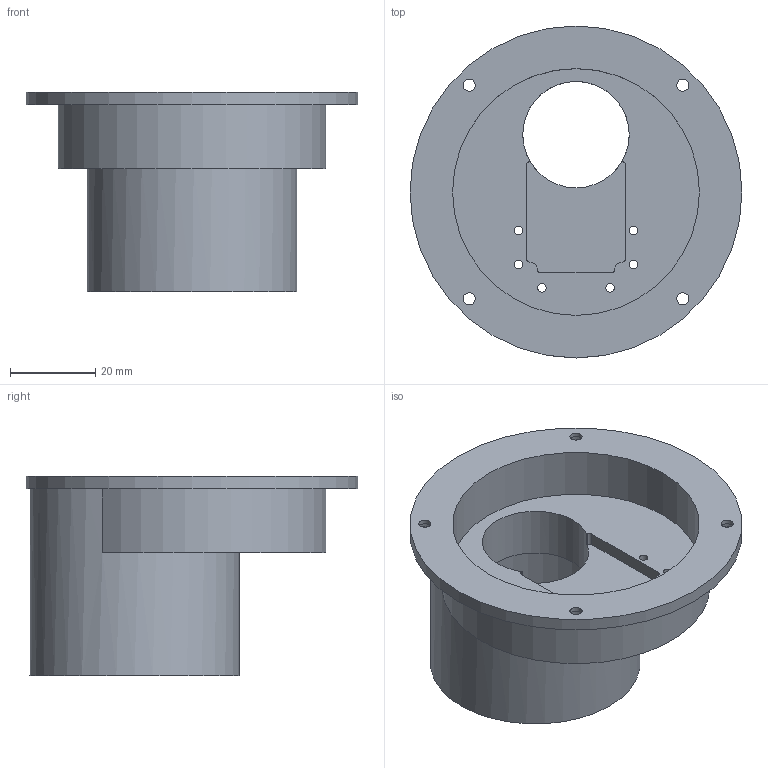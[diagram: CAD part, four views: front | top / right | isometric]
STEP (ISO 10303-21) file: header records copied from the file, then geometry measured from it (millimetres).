
FILE_DESCRIPTION(/* description */ (''),/* implementation_level */ '2;1');
FILE_NAME(/* name */ 'B-03.stp',/* time_stamp */ '2025-02-15T21:19:54-06:00',/* author */ ('Alcatraz'),/* organization */ (''),/* preprocessor_version */ 'ST-DEVELOPER v20',/* originating_system */ 'Autodesk Inventor 2024',/* authorisation */ '');
FILE_SCHEMA (('AUTOMOTIVE_DESIGN { 1 0 10303 214 3 1 1 }'));
Length unit declared in the file: millimetre
Products named in the file (1): B-03
Bounding box: 78 x 78 x 46.93 mm (x, y, z)
Volume: 49786.4 mm3; surface area: 23460.1 mm2
Topology: 1 solids, 1 shells, 44 faces, 105 edges, 70 vertices
Faces by surface type: cylinder 28, plane 16
Full cylindrical faces by diameter (mm): 2.013 x6, 2.85 x4, 6 x4, 25 x1, 41.235 x1, 49.235 x1, 58 x1, 78 x1
Entity records: 1396 total; most frequent: DIRECTION 255, CARTESIAN_POINT 220, ORIENTED_EDGE 210, EDGE_CURVE 105, AXIS2_PLACEMENT_3D 105, EDGE_LOOP 73, VERTEX_POINT 70, CIRCLE 60
